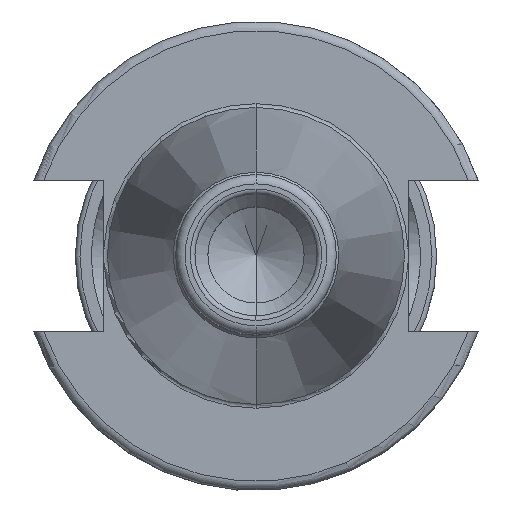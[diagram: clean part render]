
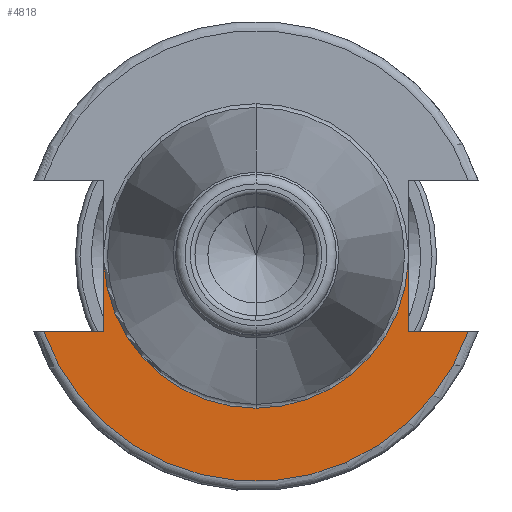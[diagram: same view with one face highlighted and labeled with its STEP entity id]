
A CAD part, top view. The second image highlights one B-rep face of the part: STEP entity #4818.
In plain terms, the highlighted planar face has unit normal (0, 0, 1).
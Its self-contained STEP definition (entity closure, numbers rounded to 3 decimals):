
#351=CARTESIAN_POINT('',(0,0,8));
#352=DIRECTION('',(0,0,-1));
#353=DIRECTION('',(0.999,-0.045,0));
#354=AXIS2_PLACEMENT_3D('',#351,#352,#353);
#1945=DIRECTION('',(1,0,0));
#1946=VECTOR('',#1945,6.41);
#1947=CARTESIAN_POINT('',(-22.61,-8.05,8));
#1948=LINE('',#1947,#1946);
#1949=DIRECTION('',(0,1,0));
#1950=VECTOR('',#1949,7.315);
#1951=CARTESIAN_POINT('',(-16.2,-8.05,8));
#1952=LINE('',#1951,#1950);
#1953=DIRECTION('',(0,-1,0));
#1954=VECTOR('',#1953,7.315);
#1955=CARTESIAN_POINT('',(16.2,-0.735,8));
#1956=LINE('',#1955,#1954);
#1957=DIRECTION('',(-1,0,0));
#1958=VECTOR('',#1957,6.41);
#1959=CARTESIAN_POINT('',(22.61,-8.05,8));
#1960=LINE('',#1959,#1958);
#1998=CARTESIAN_POINT('',(0,0,8));
#1999=DIRECTION('',(0,0,1));
#2000=DIRECTION('',(-0.999,-0.045,0));
#2001=AXIS2_PLACEMENT_3D('',#1998,#1999,#2000);
#2040=CARTESIAN_POINT('',(0,0,8));
#2041=DIRECTION('',(0,0,1));
#2042=DIRECTION('',(-0.942,-0.335,0));
#2043=AXIS2_PLACEMENT_3D('',#2040,#2041,#2042);
#2127=CARTESIAN_POINT('',(0,-16.217,8));
#2129=VERTEX_POINT('',#2127);
#2197=CARTESIAN_POINT('',(-22.61,-8.05,8));
#2198=CARTESIAN_POINT('',(-16.2,-8.05,8));
#2199=VERTEX_POINT('',#2197);
#2200=VERTEX_POINT('',#2198);
#2201=CARTESIAN_POINT('',(-16.2,-0.735,8));
#2202=VERTEX_POINT('',#2201);
#2213=CARTESIAN_POINT('',(16.2,-0.735,8));
#2214=CARTESIAN_POINT('',(16.2,-8.05,8));
#2215=VERTEX_POINT('',#2213);
#2216=VERTEX_POINT('',#2214);
#2217=CARTESIAN_POINT('',(22.61,-8.05,8));
#2218=VERTEX_POINT('',#2217);
#4801=CARTESIAN_POINT('',(0,0,8));
#4802=DIRECTION('',(0,0,-1));
#4803=DIRECTION('',(0,-1,0));
#4804=AXIS2_PLACEMENT_3D('',#4801,#4802,#4803);
#4805=PLANE('',#4804);
#4806=ORIENTED_EDGE('',*,*,#4791,.T.);
#4807=ORIENTED_EDGE('',*,*,#3162,.T.);
#4809=ORIENTED_EDGE('',*,*,#4808,.T.);
#4810=ORIENTED_EDGE('',*,*,#3034,.F.);
#4811=ORIENTED_EDGE('',*,*,#3079,.T.);
#4813=ORIENTED_EDGE('',*,*,#4812,.F.);
#4815=ORIENTED_EDGE('',*,*,#4814,.F.);
#4816=EDGE_LOOP('',(#4806,#4807,#4809,#4810,#4811,#4813,#4815));
#4817=FACE_OUTER_BOUND('',#4816,.F.);
#4818=ADVANCED_FACE('',(#4817),#4805,.F.);
#355=CIRCLE('',#354,16.217);
#2002=CIRCLE('',#2001,16.217);
#2044=CIRCLE('',#2043,24);
#3034=EDGE_CURVE('',#2215,#2129,#355,.T.);
#3079=EDGE_CURVE('',#2215,#2216,#1956,.T.);
#3162=EDGE_CURVE('',#2200,#2202,#1952,.T.);
#4791=EDGE_CURVE('',#2199,#2200,#1948,.T.);
#4808=EDGE_CURVE('',#2202,#2129,#2002,.T.);
#4812=EDGE_CURVE('',#2218,#2216,#1960,.T.);
#4814=EDGE_CURVE('',#2199,#2218,#2044,.T.);
